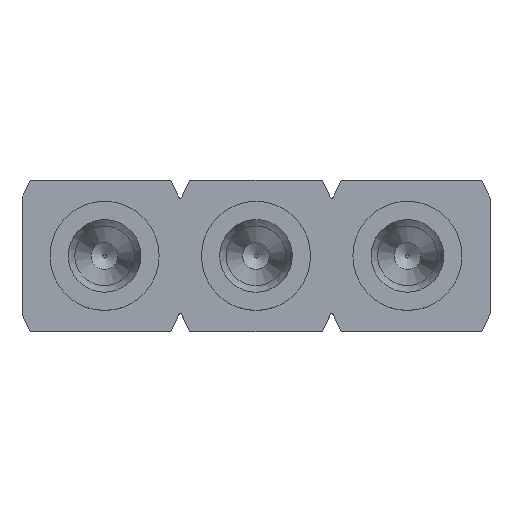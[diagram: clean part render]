
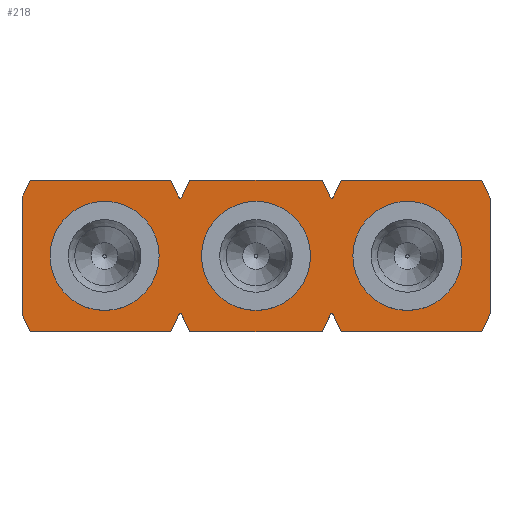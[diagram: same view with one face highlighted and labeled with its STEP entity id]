
A CAD part, top view. The second image highlights one B-rep face of the part: STEP entity #218.
In plain terms, the highlighted planar face has unit normal (0, 0, 1).
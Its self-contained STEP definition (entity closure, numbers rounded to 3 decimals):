
#218=ADVANCED_FACE('',(#633,#635,#637,#639),#641,.T.);
#633=FACE_BOUND('',#634,.T.);
#634=EDGE_LOOP('',(#993,#994,#995,#996,#997,#998,#999,#1000,#1001,#1002,#1003,#1004,
#1005,#1006,#1007,#1008,#1009,#1010,#1011,#1012,#1013,#1014,#1015,#1016));
#635=FACE_BOUND('',#636,.T.);
#636=EDGE_LOOP('',(#1017));
#637=FACE_BOUND('',#638,.T.);
#638=EDGE_LOOP('',(#1018));
#639=FACE_BOUND('',#640,.T.);
#640=EDGE_LOOP('',(#1019));
#641=PLANE('',#642);
#642=AXIS2_PLACEMENT_3D('',#643,#644,#645);
#643=CARTESIAN_POINT('',(0.,0.,2.84));
#644=DIRECTION('',(0.,0.,1.));
#645=DIRECTION('',(1.,0.,0.));
#993=ORIENTED_EDGE('',*,*,#1183,.T.);
#994=ORIENTED_EDGE('',*,*,#1184,.T.);
#995=ORIENTED_EDGE('',*,*,#1185,.T.);
#996=ORIENTED_EDGE('',*,*,#1174,.T.);
#997=ORIENTED_EDGE('',*,*,#1186,.T.);
#998=ORIENTED_EDGE('',*,*,#1187,.T.);
#999=ORIENTED_EDGE('',*,*,#1188,.T.);
#1000=ORIENTED_EDGE('',*,*,#1189,.T.);
#1001=ORIENTED_EDGE('',*,*,#1190,.T.);
#1002=ORIENTED_EDGE('',*,*,#1191,.T.);
#1003=ORIENTED_EDGE('',*,*,#1192,.T.);
#1004=ORIENTED_EDGE('',*,*,#1193,.T.);
#1005=ORIENTED_EDGE('',*,*,#1194,.T.);
#1006=ORIENTED_EDGE('',*,*,#1195,.T.);
#1007=ORIENTED_EDGE('',*,*,#1196,.T.);
#1008=ORIENTED_EDGE('',*,*,#1176,.T.);
#1009=ORIENTED_EDGE('',*,*,#1197,.T.);
#1010=ORIENTED_EDGE('',*,*,#1198,.T.);
#1011=ORIENTED_EDGE('',*,*,#1199,.T.);
#1012=ORIENTED_EDGE('',*,*,#1182,.T.);
#1013=ORIENTED_EDGE('',*,*,#1200,.T.);
#1014=ORIENTED_EDGE('',*,*,#1201,.T.);
#1015=ORIENTED_EDGE('',*,*,#1202,.T.);
#1016=ORIENTED_EDGE('',*,*,#1168,.T.);
#1017=ORIENTED_EDGE('',*,*,#1203,.T.);
#1018=ORIENTED_EDGE('',*,*,#1165,.T.);
#1019=ORIENTED_EDGE('',*,*,#1204,.T.);
#1165=EDGE_CURVE('',#1260,#1260,#1261,.F.);
#1168=EDGE_CURVE('',#1267,#1265,#1268,.T.);
#1174=EDGE_CURVE('',#1272,#1277,#1279,.T.);
#1176=EDGE_CURVE('',#1283,#1281,#1284,.T.);
#1182=EDGE_CURVE('',#1288,#1293,#1295,.T.);
#1183=EDGE_CURVE('',#1265,#1296,#1297,.F.);
#1184=EDGE_CURVE('',#1296,#1298,#1299,.F.);
#1185=EDGE_CURVE('',#1298,#1272,#1300,.F.);
#1186=EDGE_CURVE('',#1277,#1301,#1302,.F.);
#1187=EDGE_CURVE('',#1301,#1303,#1304,.F.);
#1188=EDGE_CURVE('',#1303,#1305,#1306,.F.);
#1189=EDGE_CURVE('',#1305,#1307,#1308,.T.);
#1190=EDGE_CURVE('',#1307,#1309,#1310,.T.);
#1191=EDGE_CURVE('',#1309,#1311,#1312,.T.);
#1192=EDGE_CURVE('',#1311,#1313,#1314,.T.);
#1193=EDGE_CURVE('',#1313,#1315,#1316,.T.);
#1194=EDGE_CURVE('',#1315,#1317,#1318,.F.);
#1195=EDGE_CURVE('',#1317,#1319,#1320,.F.);
#1196=EDGE_CURVE('',#1319,#1283,#1321,.F.);
#1197=EDGE_CURVE('',#1281,#1322,#1323,.F.);
#1198=EDGE_CURVE('',#1322,#1324,#1325,.F.);
#1199=EDGE_CURVE('',#1324,#1288,#1326,.F.);
#1200=EDGE_CURVE('',#1293,#1327,#1328,.T.);
#1201=EDGE_CURVE('',#1327,#1329,#1330,.T.);
#1202=EDGE_CURVE('',#1329,#1267,#1331,.T.);
#1203=EDGE_CURVE('',#1332,#1332,#1333,.F.);
#1204=EDGE_CURVE('',#1334,#1334,#1335,.F.);
#1260=VERTEX_POINT('',#1426);
#1261=CIRCLE('',#1427,0.66);
#1265=VERTEX_POINT('',#1437);
#1267=VERTEX_POINT('',#1441);
#1268=LINE('',#1442,#1443);
#1272=VERTEX_POINT('',#1452);
#1277=VERTEX_POINT('',#1461);
#1279=LINE('',#1465,#1466);
#1281=VERTEX_POINT('',#1469);
#1283=VERTEX_POINT('',#1473);
#1284=LINE('',#1474,#1475);
#1288=VERTEX_POINT('',#1484);
#1293=VERTEX_POINT('',#1493);
#1295=LINE('',#1497,#1498);
#1296=VERTEX_POINT('',#1500);
#1297=LINE('',#1501,#1502);
#1298=VERTEX_POINT('',#1504);
#1299=CIRCLE('',#1505,0.03);
#1300=LINE('',#1509,#1510);
#1301=VERTEX_POINT('',#1512);
#1302=LINE('',#1513,#1514);
#1303=VERTEX_POINT('',#1516);
#1304=CIRCLE('',#1517,0.03);
#1305=VERTEX_POINT('',#1521);
#1306=LINE('',#1522,#1523);
#1307=VERTEX_POINT('',#1525);
#1308=LINE('',#1526,#1527);
#1309=VERTEX_POINT('',#1529);
#1310=LINE('',#1530,#1531);
#1311=VERTEX_POINT('',#1533);
#1312=LINE('',#1534,#1535);
#1313=VERTEX_POINT('',#1537);
#1314=LINE('',#1538,#1539);
#1315=VERTEX_POINT('',#1541);
#1316=LINE('',#1542,#1543);
#1317=VERTEX_POINT('',#1545);
#1318=LINE('',#1546,#1547);
#1319=VERTEX_POINT('',#1549);
#1320=CIRCLE('',#1550,0.03);
#1321=LINE('',#1554,#1555);
#1322=VERTEX_POINT('',#1557);
#1323=LINE('',#1558,#1559);
#1324=VERTEX_POINT('',#1561);
#1325=CIRCLE('',#1562,0.03);
#1326=LINE('',#1566,#1567);
#1327=VERTEX_POINT('',#1569);
#1328=LINE('',#1570,#1571);
#1329=VERTEX_POINT('',#1573);
#1330=LINE('',#1574,#1575);
#1331=LINE('',#1577,#1578);
#1332=VERTEX_POINT('',#1580);
#1333=CIRCLE('',#1581,0.66);
#1334=VERTEX_POINT('',#1585);
#1335=CIRCLE('',#1586,0.66);
#1426=CARTESIAN_POINT('',(3.2,0.,2.84));
#1427=AXIS2_PLACEMENT_3D('',#1428,#1429,#1430);
#1428=CARTESIAN_POINT('',(2.54,0.,2.84));
#1429=DIRECTION('',(0.,0.,1.));
#1430=DIRECTION('',(1.,0.,0.));
#1437=CARTESIAN_POINT('',(3.969,1.27,2.84));
#1441=CARTESIAN_POINT('',(6.325,1.27,2.84));
#1442=CARTESIAN_POINT('',(6.325,1.27,2.84));
#1443=VECTOR('',#1444,1.);
#1444=DIRECTION('',(-1.,0.,0.));
#1452=CARTESIAN_POINT('',(3.651,1.27,2.84));
#1461=CARTESIAN_POINT('',(1.429,1.27,2.84));
#1465=CARTESIAN_POINT('',(3.651,1.27,2.84));
#1466=VECTOR('',#1467,1.);
#1467=DIRECTION('',(-1.,0.,0.));
#1469=CARTESIAN_POINT('',(3.651,-1.27,2.84));
#1473=CARTESIAN_POINT('',(1.429,-1.27,2.84));
#1474=CARTESIAN_POINT('',(1.429,-1.27,2.84));
#1475=VECTOR('',#1476,1.);
#1476=DIRECTION('',(1.,0.,0.));
#1484=CARTESIAN_POINT('',(3.969,-1.27,2.84));
#1493=CARTESIAN_POINT('',(6.325,-1.27,2.84));
#1497=CARTESIAN_POINT('',(3.969,-1.27,2.84));
#1498=VECTOR('',#1499,1.);
#1499=DIRECTION('',(1.,0.,0.));
#1500=CARTESIAN_POINT('',(3.837,0.987,2.84));
#1501=CARTESIAN_POINT('',(3.837,0.987,2.84));
#1502=VECTOR('',#1503,1.);
#1503=DIRECTION('',(0.423,0.906,0.));
#1504=CARTESIAN_POINT('',(3.783,0.987,2.84));
#1505=AXIS2_PLACEMENT_3D('',#1506,#1507,#1508);
#1506=CARTESIAN_POINT('',(3.81,1.,2.84));
#1507=DIRECTION('',(-0.,0.,1.));
#1508=DIRECTION('',(-0.906,-0.423,0.));
#1509=CARTESIAN_POINT('',(3.651,1.27,2.84));
#1510=VECTOR('',#1511,1.);
#1511=DIRECTION('',(0.423,-0.906,0.));
#1512=CARTESIAN_POINT('',(1.297,0.987,2.84));
#1513=CARTESIAN_POINT('',(1.297,0.987,2.84));
#1514=VECTOR('',#1515,1.);
#1515=DIRECTION('',(0.423,0.906,0.));
#1516=CARTESIAN_POINT('',(1.243,0.987,2.84));
#1517=AXIS2_PLACEMENT_3D('',#1518,#1519,#1520);
#1518=CARTESIAN_POINT('',(1.27,1.,2.84));
#1519=DIRECTION('',(-0.,0.,1.));
#1520=DIRECTION('',(-0.906,-0.423,0.));
#1521=CARTESIAN_POINT('',(1.111,1.27,2.84));
#1522=CARTESIAN_POINT('',(1.111,1.27,2.84));
#1523=VECTOR('',#1524,1.);
#1524=DIRECTION('',(0.423,-0.906,0.));
#1525=CARTESIAN_POINT('',(-1.245,1.27,2.84));
#1526=CARTESIAN_POINT('',(1.111,1.27,2.84));
#1527=VECTOR('',#1528,1.);
#1528=DIRECTION('',(-1.,0.,0.));
#1529=CARTESIAN_POINT('',(-1.385,0.97,2.84));
#1530=CARTESIAN_POINT('',(-1.245,1.27,2.84));
#1531=VECTOR('',#1532,1.);
#1532=DIRECTION('',(-0.423,-0.906,0.));
#1533=CARTESIAN_POINT('',(-1.385,-0.97,2.84));
#1534=CARTESIAN_POINT('',(-1.385,0.97,2.84));
#1535=VECTOR('',#1536,1.);
#1536=DIRECTION('',(0.,-1.,0.));
#1537=CARTESIAN_POINT('',(-1.245,-1.27,2.84));
#1538=CARTESIAN_POINT('',(-1.385,-0.97,2.84));
#1539=VECTOR('',#1540,1.);
#1540=DIRECTION('',(0.423,-0.906,0.));
#1541=CARTESIAN_POINT('',(1.111,-1.27,2.84));
#1542=CARTESIAN_POINT('',(-1.245,-1.27,2.84));
#1543=VECTOR('',#1544,1.);
#1544=DIRECTION('',(1.,0.,0.));
#1545=CARTESIAN_POINT('',(1.243,-0.987,2.84));
#1546=CARTESIAN_POINT('',(1.243,-0.987,2.84));
#1547=VECTOR('',#1548,1.);
#1548=DIRECTION('',(-0.423,-0.906,0.));
#1549=CARTESIAN_POINT('',(1.297,-0.987,2.84));
#1550=AXIS2_PLACEMENT_3D('',#1551,#1552,#1553);
#1551=CARTESIAN_POINT('',(1.27,-1.,2.84));
#1552=DIRECTION('',(0.,-0.,1.));
#1553=DIRECTION('',(0.906,0.423,0.));
#1554=CARTESIAN_POINT('',(1.429,-1.27,2.84));
#1555=VECTOR('',#1556,1.);
#1556=DIRECTION('',(-0.423,0.906,0.));
#1557=CARTESIAN_POINT('',(3.783,-0.987,2.84));
#1558=CARTESIAN_POINT('',(3.783,-0.987,2.84));
#1559=VECTOR('',#1560,1.);
#1560=DIRECTION('',(-0.423,-0.906,0.));
#1561=CARTESIAN_POINT('',(3.837,-0.987,2.84));
#1562=AXIS2_PLACEMENT_3D('',#1563,#1564,#1565);
#1563=CARTESIAN_POINT('',(3.81,-1.,2.84));
#1564=DIRECTION('',(0.,-0.,1.));
#1565=DIRECTION('',(0.906,0.423,0.));
#1566=CARTESIAN_POINT('',(3.969,-1.27,2.84));
#1567=VECTOR('',#1568,1.);
#1568=DIRECTION('',(-0.423,0.906,0.));
#1569=CARTESIAN_POINT('',(6.465,-0.97,2.84));
#1570=CARTESIAN_POINT('',(6.325,-1.27,2.84));
#1571=VECTOR('',#1572,1.);
#1572=DIRECTION('',(0.423,0.906,0.));
#1573=CARTESIAN_POINT('',(6.465,0.97,2.84));
#1574=CARTESIAN_POINT('',(6.465,-0.97,2.84));
#1575=VECTOR('',#1576,1.);
#1576=DIRECTION('',(0.,1.,0.));
#1577=CARTESIAN_POINT('',(6.465,0.97,2.84));
#1578=VECTOR('',#1579,1.);
#1579=DIRECTION('',(-0.423,0.906,0.));
#1580=CARTESIAN_POINT('',(5.74,0.,2.84));
#1581=AXIS2_PLACEMENT_3D('',#1582,#1583,#1584);
#1582=CARTESIAN_POINT('',(5.08,0.,2.84));
#1583=DIRECTION('',(0.,0.,1.));
#1584=DIRECTION('',(1.,0.,0.));
#1585=CARTESIAN_POINT('',(0.66,0.,2.84));
#1586=AXIS2_PLACEMENT_3D('',#1587,#1588,#1589);
#1587=CARTESIAN_POINT('',(0.,0.,2.84));
#1588=DIRECTION('',(0.,0.,1.));
#1589=DIRECTION('',(1.,0.,0.));
